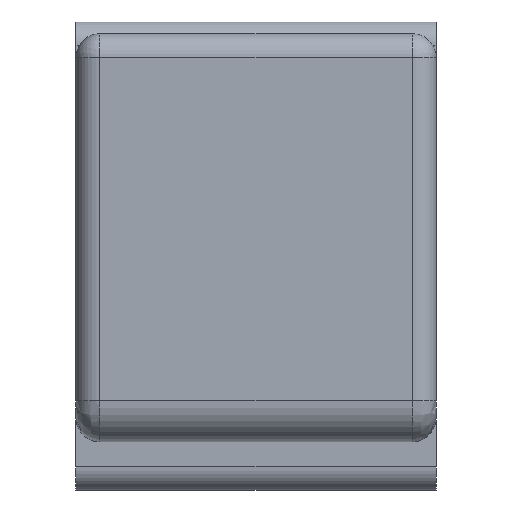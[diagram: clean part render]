
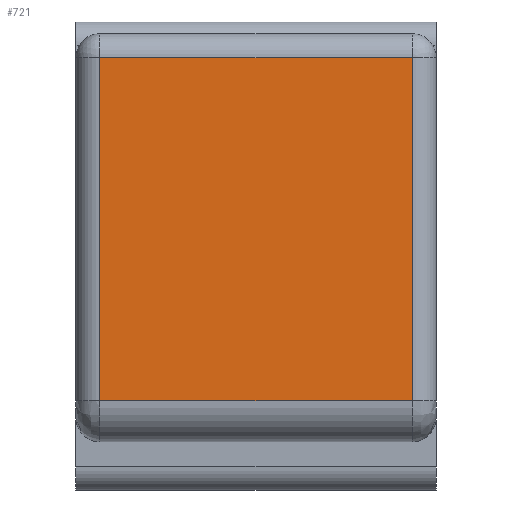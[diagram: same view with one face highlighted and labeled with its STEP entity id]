
A CAD part, top view. The second image highlights one B-rep face of the part: STEP entity #721.
In plain terms, the highlighted planar face has unit normal (0, 0, 1).
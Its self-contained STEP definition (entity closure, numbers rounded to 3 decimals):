
#97=FACE_OUTER_BOUND('',#146,.T.);
#146=EDGE_LOOP('',(#574,#575,#576,#577));
#213=LINE('',#1154,#282);
#220=LINE('',#1187,#289);
#221=LINE('',#1190,#290);
#222=LINE('',#1191,#291);
#282=VECTOR('',#922,10.);
#289=VECTOR('',#945,10.);
#290=VECTOR('',#948,10.);
#291=VECTOR('',#949,10.);
#344=VERTEX_POINT('',#1142);
#347=VERTEX_POINT('',#1152);
#356=VERTEX_POINT('',#1184);
#357=VERTEX_POINT('',#1189);
#425=EDGE_CURVE('',#344,#347,#213,.T.);
#437=EDGE_CURVE('',#347,#356,#220,.T.);
#438=EDGE_CURVE('',#356,#357,#221,.T.);
#439=EDGE_CURVE('',#357,#344,#222,.T.);
#574=ORIENTED_EDGE('',*,*,#438,.F.);
#575=ORIENTED_EDGE('',*,*,#437,.F.);
#576=ORIENTED_EDGE('',*,*,#425,.F.);
#577=ORIENTED_EDGE('',*,*,#439,.F.);
#689=PLANE('',#790);
#721=ADVANCED_FACE('',(#97),#689,.F.);
#790=AXIS2_PLACEMENT_3D('',#1188,#946,#947);
#922=DIRECTION('',(-1.,0.,0.));
#945=DIRECTION('',(0.,1.,0.));
#946=DIRECTION('center_axis',(0.,0.,-1.));
#947=DIRECTION('ref_axis',(-1.,0.,0.));
#948=DIRECTION('',(1.,0.,0.));
#949=DIRECTION('',(0.,-1.,0.));
#1142=CARTESIAN_POINT('',(280.,-166.,195.));
#1152=CARTESIAN_POINT('',(20.,-166.,195.));
#1154=CARTESIAN_POINT('',(0.,-166.,195.));
#1184=CARTESIAN_POINT('',(20.,120.,195.));
#1187=CARTESIAN_POINT('',(20.,47.5,195.));
#1188=CARTESIAN_POINT('Origin',(0.,140.,195.));
#1189=CARTESIAN_POINT('',(280.,120.,195.));
#1190=CARTESIAN_POINT('',(0.,120.,195.));
#1191=CARTESIAN_POINT('',(280.,47.5,195.));
